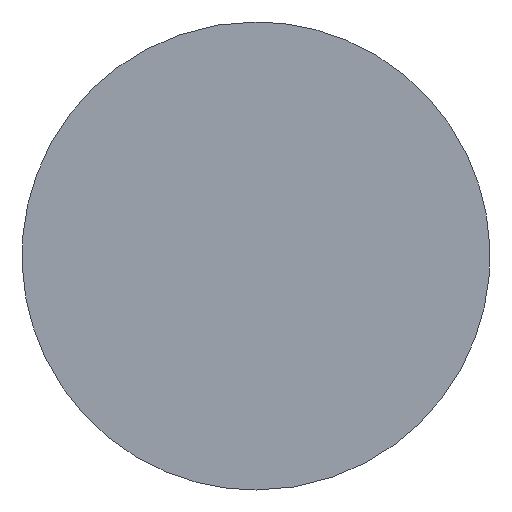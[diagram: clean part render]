
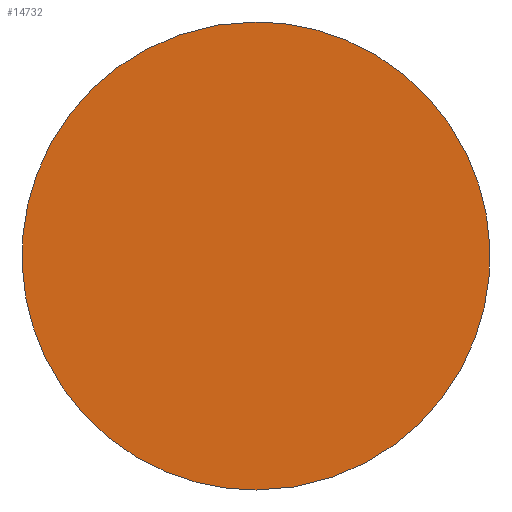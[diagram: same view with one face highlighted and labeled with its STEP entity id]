
A CAD part, left-side view. The second image highlights one B-rep face of the part: STEP entity #14732.
In plain terms, the highlighted free-form (B-spline) face has degree [1, 1] with [2, 2] control points.
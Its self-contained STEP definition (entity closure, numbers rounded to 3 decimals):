
#21 = EDGE_CURVE('',#22,#24,#26,.T.);
#22 = VERTEX_POINT('',#23);
#23 = CARTESIAN_POINT('',(-2.36,489.774,
    -366.577));
#24 = VERTEX_POINT('',#25);
#25 = CARTESIAN_POINT('',(-2.36,489.774,
    -414.213));
#26 = ( BOUNDED_CURVE() B_SPLINE_CURVE(2,(#27,#28,#29,#30,#31),
.UNSPECIFIED.,.F.,.F.) B_SPLINE_CURVE_WITH_KNOTS((3,2,3),(0.,
1.571,3.142),.PIECEWISE_BEZIER_KNOTS.) CURVE() 
GEOMETRIC_REPRESENTATION_ITEM() RATIONAL_B_SPLINE_CURVE((1.,
0.707,1.,0.707,1.)) REPRESENTATION_ITEM('') );
#27 = CARTESIAN_POINT('',(-2.36,489.774,
    -366.577));
#28 = CARTESIAN_POINT('',(-2.36,513.592,-366.577)
  );
#29 = CARTESIAN_POINT('',(-2.36,513.592,-390.395)
  );
#30 = CARTESIAN_POINT('',(-2.36,513.592,-414.213)
  );
#31 = CARTESIAN_POINT('',(-2.36,489.774,
    -414.213));
#14732 = ADVANCED_FACE('',(#14733),#14744,.T.);
#14733 = FACE_BOUND('',#14734,.T.);
#14734 = EDGE_LOOP('',(#14735,#14743));
#14735 = ORIENTED_EDGE('',*,*,#14736,.T.);
#14736 = EDGE_CURVE('',#24,#22,#14737,.T.);
#14737 = ( BOUNDED_CURVE() B_SPLINE_CURVE(2,(#14738,#14739,#14740,#14741
,#14742),.UNSPECIFIED.,.F.,.F.) B_SPLINE_CURVE_WITH_KNOTS((3,2,3),(
    3.142,4.712,6.283),
.PIECEWISE_BEZIER_KNOTS.) CURVE() GEOMETRIC_REPRESENTATION_ITEM() 
RATIONAL_B_SPLINE_CURVE((1.,0.707,1.,0.707,1.)) 
REPRESENTATION_ITEM('') );
#14738 = CARTESIAN_POINT('',(-2.36,489.774,
    -414.213));
#14739 = CARTESIAN_POINT('',(-2.36,465.956,
    -414.213));
#14740 = CARTESIAN_POINT('',(-2.36,465.956,
    -390.395));
#14741 = CARTESIAN_POINT('',(-2.36,465.956,
    -366.577));
#14742 = CARTESIAN_POINT('',(-2.36,489.774,
    -366.577));
#14743 = ORIENTED_EDGE('',*,*,#21,.T.);
#14744 = B_SPLINE_SURFACE_WITH_KNOTS('',1,1,(
    (#14745,#14746)
    ,(#14747,#14748
    )),.UNSPECIFIED.,.F.,.F.,.F.,(2,2),(2,2),(-27.,27.),(-27.,27.),
  .PIECEWISE_BEZIER_KNOTS.);
#14745 = CARTESIAN_POINT('',(-2.36,465.956,
    -414.213));
#14746 = CARTESIAN_POINT('',(-2.36,513.592,
    -414.213));
#14747 = CARTESIAN_POINT('',(-2.36,465.956,
    -366.577));
#14748 = CARTESIAN_POINT('',(-2.36,513.592,
    -366.577));
